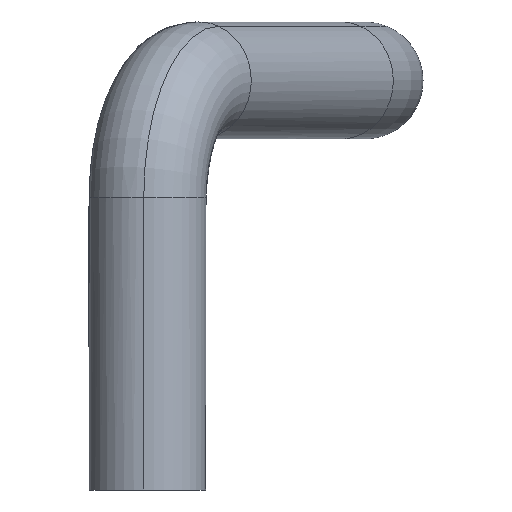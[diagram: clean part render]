
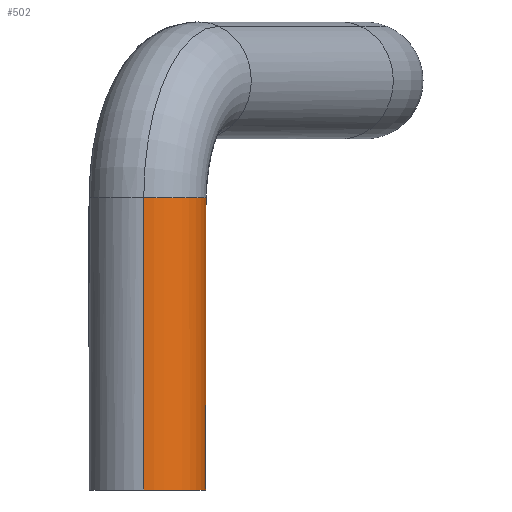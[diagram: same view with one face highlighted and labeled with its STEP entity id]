
A CAD part, left-side view. The second image highlights one B-rep face of the part: STEP entity #502.
In plain terms, the highlighted cylindrical face has radius 0.9 mm (diameter 1.8 mm), a partial arc.
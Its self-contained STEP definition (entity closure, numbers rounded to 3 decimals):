
#145=CARTESIAN_POINT('',(0.,0.,-0.9));
#146=DIRECTION('',(0.,0.,-1.));
#147=DIRECTION('',(0.998,-0.063,0.));
#148=AXIS2_PLACEMENT_3D('',#145,#146,#147);
#150=CARTESIAN_POINT('',(0.,0.,-0.9));
#151=DIRECTION('',(0.,0.,-1.));
#152=DIRECTION('',(0.899,-0.438,0.));
#153=AXIS2_PLACEMENT_3D('',#150,#151,#152);
#185=DIRECTION('',(0.,0.,1.));
#186=VECTOR('',#185,4.5);
#187=CARTESIAN_POINT('',(0.898,-0.057,-5.4));
#188=LINE('',#187,#186);
#189=DIRECTION('',(0.,0.,1.));
#190=VECTOR('',#189,4.5);
#191=CARTESIAN_POINT('',(-0.898,0.057,-5.4));
#192=LINE('',#191,#190);
#198=CARTESIAN_POINT('',(0.,0.,-5.4));
#199=DIRECTION('',(0.,0.,1.));
#200=DIRECTION('',(-0.998,0.063,0.));
#201=AXIS2_PLACEMENT_3D('',#198,#199,#200);
#247=CARTESIAN_POINT('',(0.898,-0.057,-0.9));
#248=VERTEX_POINT('',#247);
#249=CARTESIAN_POINT('',(0.809,-0.394,-0.9));
#250=VERTEX_POINT('',#249);
#251=CARTESIAN_POINT('',(-0.898,0.057,-0.9));
#252=VERTEX_POINT('',#251);
#255=CARTESIAN_POINT('',(-0.898,0.057,-5.4));
#256=VERTEX_POINT('',#255);
#257=CARTESIAN_POINT('',(0.898,-0.057,-5.4));
#258=VERTEX_POINT('',#257);
#489=CARTESIAN_POINT('',(0.,0.,-0.9));
#490=DIRECTION('',(0.,0.,-1.));
#491=DIRECTION('',(-0.998,0.063,0.));
#492=AXIS2_PLACEMENT_3D('',#489,#490,#491);
#493=CYLINDRICAL_SURFACE('',#492,0.9);
#494=ORIENTED_EDGE('',*,*,#450,.F.);
#495=ORIENTED_EDGE('',*,*,#448,.F.);
#496=ORIENTED_EDGE('',*,*,#484,.F.);
#498=ORIENTED_EDGE('',*,*,#497,.F.);
#499=ORIENTED_EDGE('',*,*,#480,.T.);
#500=EDGE_LOOP('',(#494,#495,#496,#498,#499));
#501=FACE_OUTER_BOUND('',#500,.F.);
#149=CIRCLE('',#148,0.9);
#154=CIRCLE('',#153,0.9);
#202=CIRCLE('',#201,0.9);
#448=EDGE_CURVE('',#248,#250,#149,.T.);
#450=EDGE_CURVE('',#250,#252,#154,.T.);
#480=EDGE_CURVE('',#256,#252,#192,.T.);
#484=EDGE_CURVE('',#258,#248,#188,.T.);
#497=EDGE_CURVE('',#256,#258,#202,.T.);
#502=ADVANCED_FACE('',(#501),#493,.T.);
